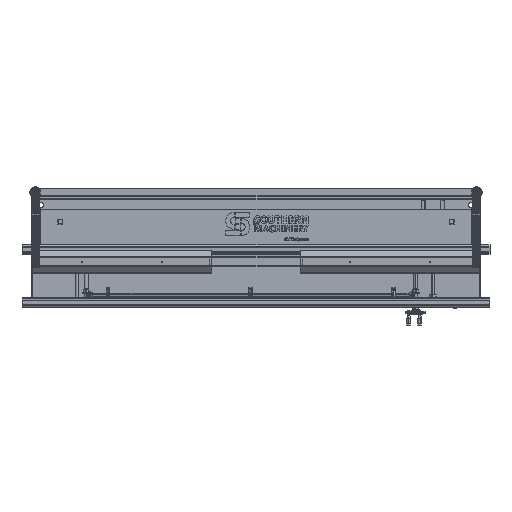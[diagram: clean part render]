
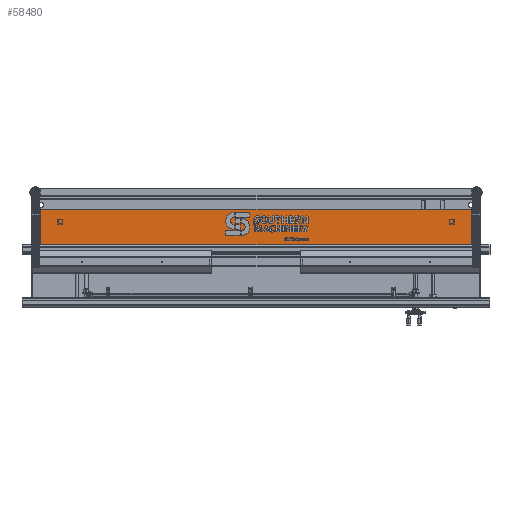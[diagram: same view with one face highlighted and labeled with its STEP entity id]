
A CAD part, top view. The second image highlights one B-rep face of the part: STEP entity #58480.
In plain terms, the highlighted planar face has unit normal (0, 0, 1).
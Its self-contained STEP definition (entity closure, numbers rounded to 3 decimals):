
#20069 = DIRECTION ( 'NONE',  ( 0., 1., 0. ) ) ;
#21331 = PLANE ( 'NONE',  #143716 ) ;
#25856 = CARTESIAN_POINT ( 'NONE',  ( 1451.423, 1928.312, 2237.475 ) ) ;
#31181 = VECTOR ( 'NONE', #132886, 1000. ) ;
#31353 = ORIENTED_EDGE ( 'NONE', *, *, #124410, .T. ) ;
#39695 = CARTESIAN_POINT ( 'NONE',  ( 1451.423, 1840.312, 2237.475 ) ) ;
#42156 = DIRECTION ( 'NONE',  ( 0., -1., 0. ) ) ;
#47398 = DIRECTION ( 'NONE',  ( -1., 0., 0. ) ) ;
#53956 = LINE ( 'NONE', #228007, #31181 ) ;
#54814 = EDGE_LOOP ( 'NONE', ( #132261, #91522, #31353, #63519 ) ) ;
#58480 = ADVANCED_FACE ( 'NONE', ( #161248 ), #21331, .F. ) ;
#63519 = ORIENTED_EDGE ( 'NONE', *, *, #193042, .T. ) ;
#66101 = CARTESIAN_POINT ( 'NONE',  ( -758.577, 1750.312, 2237.475 ) ) ;
#91522 = ORIENTED_EDGE ( 'NONE', *, *, #106219, .F. ) ;
#101313 = CARTESIAN_POINT ( 'NONE',  ( 346.423, 1750.312, 2237.475 ) ) ;
#106219 = EDGE_CURVE ( 'NONE', #133015, #128589, #157427, .T. ) ;
#115775 = VECTOR ( 'NONE', #47398, 1000. ) ;
#120077 = LINE ( 'NONE', #101313, #173833 ) ;
#124410 = EDGE_CURVE ( 'NONE', #133015, #234853, #142719, .T. ) ;
#128589 = VERTEX_POINT ( 'NONE', #206198 ) ;
#132261 = ORIENTED_EDGE ( 'NONE', *, *, #206353, .T. ) ;
#132886 = DIRECTION ( 'NONE',  ( 0., -1., 0. ) ) ;
#133015 = VERTEX_POINT ( 'NONE', #25856 ) ;
#142719 = LINE ( 'NONE', #219080, #115775 ) ;
#143716 = AXIS2_PLACEMENT_3D ( 'NONE', #66101, #191713, #20069 ) ;
#157427 = LINE ( 'NONE', #39695, #240014 ) ;
#161248 = FACE_OUTER_BOUND ( 'NONE', #54814, .T. ) ;
#162187 = VERTEX_POINT ( 'NONE', #205542 ) ;
#173833 = VECTOR ( 'NONE', #236520, 1000. ) ;
#191713 = DIRECTION ( 'NONE',  ( 0., 0., -1. ) ) ;
#193042 = EDGE_CURVE ( 'NONE', #234853, #162187, #53956, .T. ) ;
#205542 = CARTESIAN_POINT ( 'NONE',  ( -758.577, 1750.312, 2237.475 ) ) ;
#206198 = CARTESIAN_POINT ( 'NONE',  ( 1451.423, 1750.312, 2237.475 ) ) ;
#206353 = EDGE_CURVE ( 'NONE', #162187, #128589, #120077, .T. ) ;
#219080 = CARTESIAN_POINT ( 'NONE',  ( 346.423, 1928.312, 2237.475 ) ) ;
#228007 = CARTESIAN_POINT ( 'NONE',  ( -758.577, 1840.312, 2237.475 ) ) ;
#228292 = CARTESIAN_POINT ( 'NONE',  ( -758.577, 1928.312, 2237.475 ) ) ;
#234853 = VERTEX_POINT ( 'NONE', #228292 ) ;
#236520 = DIRECTION ( 'NONE',  ( 1., 0., 0. ) ) ;
#240014 = VECTOR ( 'NONE', #42156, 1000. ) ;
